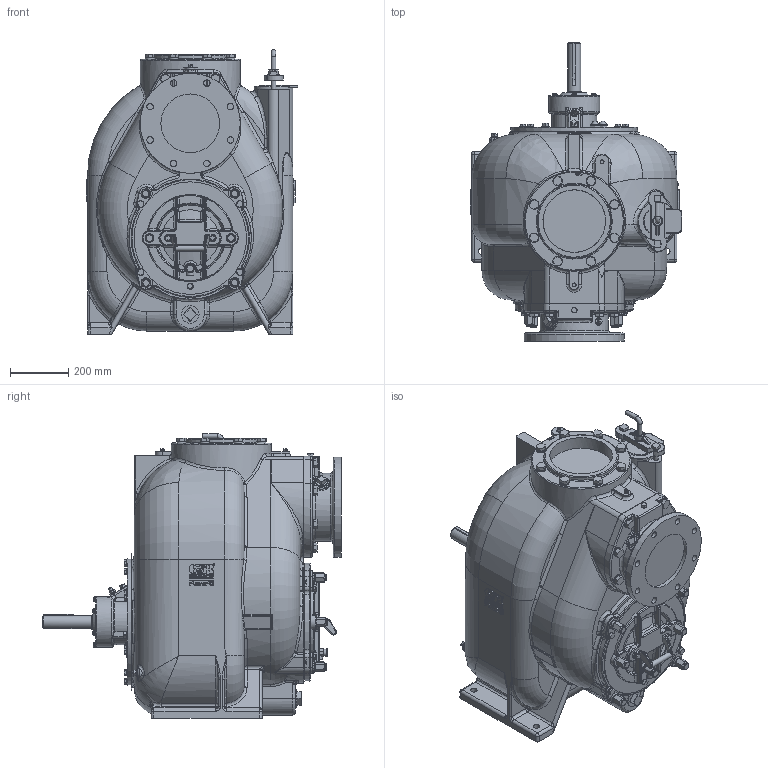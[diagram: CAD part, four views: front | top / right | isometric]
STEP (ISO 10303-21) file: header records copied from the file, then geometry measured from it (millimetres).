
FILE_DESCRIPTION(/* description */ ('Unknown'),/* implementation_level */ '2;1');
FILE_NAME(/* name */ '19034',/* time_stamp */ '2019-03-22T15:46:54-04:00',/* author */ ('Unknown'),/* organization */ ('Unknown'),/* preprocessor_version */ 'ST-DEVELOPER v16.7',/* originating_system */ 'DEX',/* authorisation */ $);
FILE_SCHEMA (('AUTOMOTIVE_DESIGN {1 0 10303 214 3 1 1}'));
Products named in the file (1): 19034
Bounding box: 724.66 x 1025.5 x 976.57 mm (x, y, z)
Volume: 298481303.3 mm3; surface area: 3448162 mm2
Topology: 1 solids, 3 shells, 3541 faces, 8717 edges, 5231 vertices
Faces by surface type: plane 1594, cylinder 820, bspline 525, torus 461, sphere 97, cone 44
Full cylindrical faces by diameter (mm): 2.845 x1, 3.175 x2, 12.7 x1, 13.462 x2, 15.875 x5, 17.145 x1, 17.348 x8, 19.05 x1, 22.098 x8, 22.174 x16, 22.225 x10, 23.368 x1, 25.4 x1, 28.575 x4, 31.75 x2, 32.283 x16, 44.425 x1, 47.6 x1, 133.35 x1, 174.752 x1, 214.808 x1, 254 x1, 314.325 x1, 319.024 x1, 342.9 x2, 395.161 x1, 434.213 x1
Entity records: 137293 total; most frequent: CARTESIAN_POINT 31888, DIRECTION 16969, ORIENTED_EDGE 16654, EDGE_CURVE 8327, AXIS2_PLACEMENT_3D 6419, VERTEX_POINT 5135, LINE 4131, VECTOR 4131
